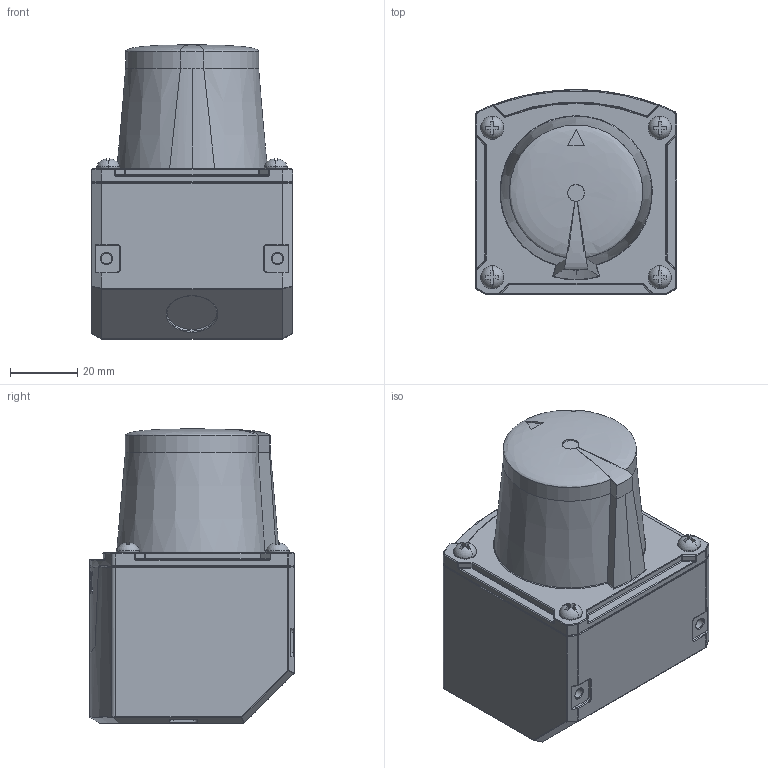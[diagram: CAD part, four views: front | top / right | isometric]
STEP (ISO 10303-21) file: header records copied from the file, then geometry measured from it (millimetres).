
FILE_DESCRIPTION (( 'STEP AP214' ), '1' );
FILE_NAME ('Lidar_sick.STEP', '2024-02-19T21:29:15', ( '' ), ( '' ), 'SwSTEP 2.0', 'SolidWorks 2024', '' );
FILE_SCHEMA (( 'AUTOMOTIVE_DESIGN' ));
Length unit declared in the file: millimetre
Products named in the file (1): Lidar_sick_Varsayılan
Bounding box: 60 x 61 x 87.74 mm (x, y, z)
Volume: 221807.8 mm3; surface area: 30405.7 mm2
Topology: 6 solids, 6 shells, 470 faces, 1131 edges, 645 vertices
Faces by surface type: cylinder 158, plane 130, torus 67, bspline 59, sphere 52, cone 4
Entity records: 19252 total; most frequent: CARTESIAN_POINT 8997, ORIENTED_EDGE 2186, DIRECTION 2063, EDGE_CURVE 1093, AXIS2_PLACEMENT_3D 827, VERTEX_POINT 645, EDGE_LOOP 480, ADVANCED_FACE 470
